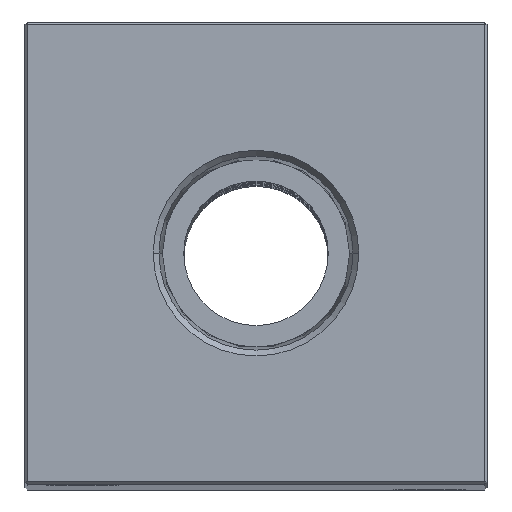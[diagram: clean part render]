
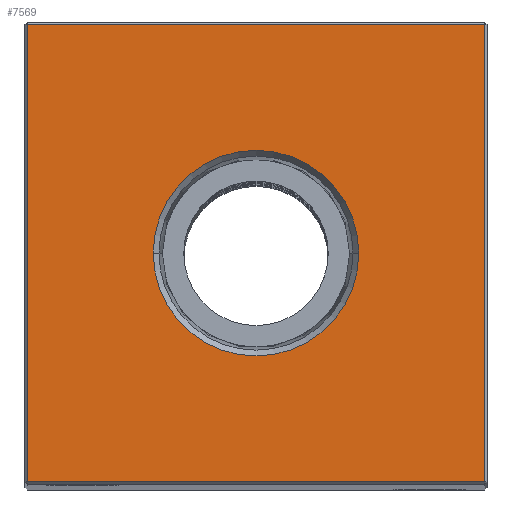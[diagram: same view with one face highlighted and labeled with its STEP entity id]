
A CAD part, top view. The second image highlights one B-rep face of the part: STEP entity #7569.
In plain terms, the highlighted planar face has unit normal (0, 0, 1).
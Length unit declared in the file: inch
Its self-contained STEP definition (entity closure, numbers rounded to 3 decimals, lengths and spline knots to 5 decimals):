
#882 = DIRECTION ( 'NONE',  ( -1., 0., 0. ) ) ;
#976 = DIRECTION ( 'NONE',  ( 0., -1., 0. ) ) ;
#1518 = VERTEX_POINT ( 'NONE', #6210 ) ;
#1543 = DIRECTION ( 'NONE',  ( 0., 0., -1. ) ) ;
#2795 = VECTOR ( 'NONE', #23659, 39.37008 ) ;
#2844 = DIRECTION ( 'NONE',  ( 0., 0., 1. ) ) ;
#3428 = AXIS2_PLACEMENT_3D ( 'NONE', #25420, #1543, #5171 ) ;
#3539 = CARTESIAN_POINT ( 'NONE',  ( 0.99, 0., 14.25 ) ) ;
#4864 = CARTESIAN_POINT ( 'NONE',  ( -0.99, 0., 14.25 ) ) ;
#4962 = ORIENTED_EDGE ( 'NONE', *, *, #18997, .T. ) ;
#5171 = DIRECTION ( 'NONE',  ( -1., 0., 0. ) ) ;
#5273 = EDGE_CURVE ( 'NONE', #15953, #9850, #19755, .T. ) ;
#5722 = EDGE_CURVE ( 'NONE', #6891, #1518, #14772, .T. ) ;
#6210 = CARTESIAN_POINT ( 'NONE',  ( -0.44487, 0., 14.25 ) ) ;
#6320 = DIRECTION ( 'NONE',  ( 0., 0., 1. ) ) ;
#6558 = CARTESIAN_POINT ( 'NONE',  ( 0.44487, 0., 14.25 ) ) ;
#6782 = CARTESIAN_POINT ( 'NONE',  ( 0., 0.99, 14.25 ) ) ;
#6891 = VERTEX_POINT ( 'NONE', #6558 ) ;
#6911 = LINE ( 'NONE', #6782, #7827 ) ;
#7569 = ADVANCED_FACE ( 'NONE', ( #15598, #11190 ), #11711, .F. ) ;
#7729 = ORIENTED_EDGE ( 'NONE', *, *, #5273, .T. ) ;
#7827 = VECTOR ( 'NONE', #882, 39.37008 ) ;
#8350 = EDGE_CURVE ( 'NONE', #1518, #6891, #13780, .T. ) ;
#9372 = DIRECTION ( 'NONE',  ( 1., 0., 0. ) ) ;
#9836 = CARTESIAN_POINT ( 'NONE',  ( 0.99, -0.99, 14.25 ) ) ;
#9850 = VERTEX_POINT ( 'NONE', #21142 ) ;
#9951 = VECTOR ( 'NONE', #16434, 39.37008 ) ;
#10403 = CARTESIAN_POINT ( 'NONE',  ( 0., -0.99, 14.25 ) ) ;
#11003 = DIRECTION ( 'NONE',  ( 1., 0., 0. ) ) ;
#11190 = FACE_BOUND ( 'NONE', #19518, .T. ) ;
#11711 = PLANE ( 'NONE',  #3428 ) ;
#11767 = AXIS2_PLACEMENT_3D ( 'NONE', #24688, #6320, #9372 ) ;
#11954 = CARTESIAN_POINT ( 'NONE',  ( -0.99, 0.99, 14.25 ) ) ;
#12385 = VERTEX_POINT ( 'NONE', #19809 ) ;
#13294 = LINE ( 'NONE', #4864, #24170 ) ;
#13319 = EDGE_CURVE ( 'NONE', #9850, #23501, #6911, .T. ) ;
#13780 = CIRCLE ( 'NONE', #16772, 0.44487 ) ;
#14023 = ORIENTED_EDGE ( 'NONE', *, *, #8350, .F. ) ;
#14687 = LINE ( 'NONE', #10403, #9951 ) ;
#14772 = CIRCLE ( 'NONE', #11767, 0.44487 ) ;
#15598 = FACE_OUTER_BOUND ( 'NONE', #21157, .T. ) ;
#15828 = EDGE_CURVE ( 'NONE', #12385, #15953, #14687, .T. ) ;
#15953 = VERTEX_POINT ( 'NONE', #9836 ) ;
#16434 = DIRECTION ( 'NONE',  ( 1., 0., 0. ) ) ;
#16772 = AXIS2_PLACEMENT_3D ( 'NONE', #21204, #2844, #11003 ) ;
#18997 = EDGE_CURVE ( 'NONE', #23501, #12385, #13294, .T. ) ;
#19273 = ORIENTED_EDGE ( 'NONE', *, *, #5722, .F. ) ;
#19518 = EDGE_LOOP ( 'NONE', ( #19273, #14023 ) ) ;
#19755 = LINE ( 'NONE', #3539, #2795 ) ;
#19809 = CARTESIAN_POINT ( 'NONE',  ( -0.99, -0.99, 14.25 ) ) ;
#21142 = CARTESIAN_POINT ( 'NONE',  ( 0.99, 0.99, 14.25 ) ) ;
#21157 = EDGE_LOOP ( 'NONE', ( #4962, #23790, #7729, #21555 ) ) ;
#21204 = CARTESIAN_POINT ( 'NONE',  ( 0., 0., 14.25 ) ) ;
#21555 = ORIENTED_EDGE ( 'NONE', *, *, #13319, .T. ) ;
#23501 = VERTEX_POINT ( 'NONE', #11954 ) ;
#23659 = DIRECTION ( 'NONE',  ( 0., 1., 0. ) ) ;
#23790 = ORIENTED_EDGE ( 'NONE', *, *, #15828, .T. ) ;
#24170 = VECTOR ( 'NONE', #976, 39.37008 ) ;
#24688 = CARTESIAN_POINT ( 'NONE',  ( 0., 0., 14.25 ) ) ;
#25420 = CARTESIAN_POINT ( 'NONE',  ( 0., 0., 14.25 ) ) ;
